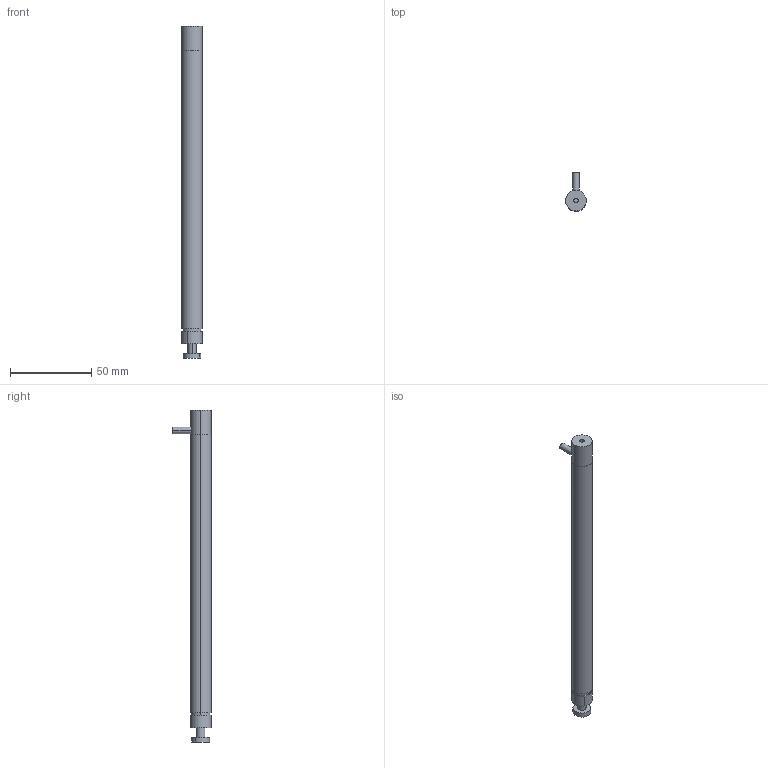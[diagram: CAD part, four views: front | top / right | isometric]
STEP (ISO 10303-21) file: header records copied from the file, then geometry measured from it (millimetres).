
FILE_DESCRIPTION (( 'STEP AP214' ), '1' );
FILE_NAME ('12768-E0W.step', '2007-11-13T06:06:01', ( ' ' ), ( ' ' ), 'SwSTEP 2.0', 'SolidWorks 2007', '' );
FILE_SCHEMA (( 'AUTOMOTIVE_DESIGN' ));
Length unit declared in the file: inch
Products named in the file (1): 12768-E0W
Bounding box: 12.7 x 23.58 x 204 mm (x, y, z)
Surface area: 9261.5 mm2 (no closed solid volume)
Topology: 0 solids, 7 shells, 32 faces, 84 edges, 60 vertices
Faces by surface type: cylinder 22, plane 10
Entity records: 1614 total; most frequent: CARTESIAN_POINT 359, DIRECTION 194, ORIENTED_EDGE 136, AXIS2_PLACEMENT_3D 85, EDGE_CURVE 84, VERTEX_POINT 60, CIRCLE 52, EDGE_LOOP 42
